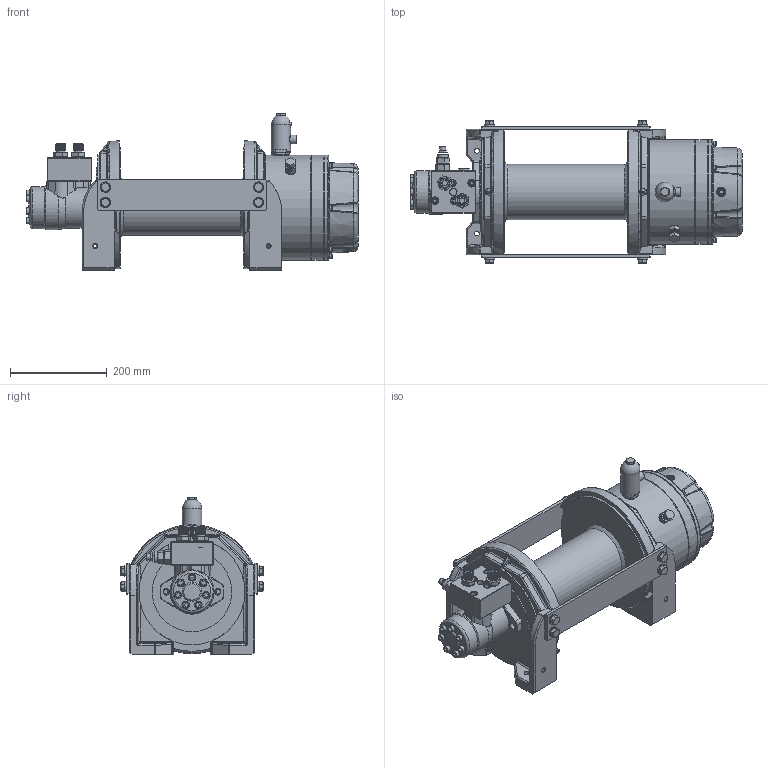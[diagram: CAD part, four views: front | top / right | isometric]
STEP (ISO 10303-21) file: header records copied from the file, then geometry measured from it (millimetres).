
FILE_DESCRIPTION(/* description */ (''),/* implementation_level */ '2;1');
FILE_NAME(/* name */ '642-983_ComeUp_HV-12-p.stp',/* time_stamp */ '2018-01-19T10:55:05+01:00',/* author */ ('lang1ph'),/* organization */ (''),/* preprocessor_version */ 'ST-DEVELOPER v17',/* originating_system */ 'Autodesk Inventor 2018',/* authorisation */ '');
FILE_SCHEMA (('AUTOMOTIVE_DESIGN { 1 0 10303 214 3 1 1 }'));
Products named in the file (1): 642-983_ComeUp_HV-12-p
Bounding box: 687.2 x 294 x 325.5 mm (x, y, z)
Surface area: 954340.6 mm2 (no closed solid volume)
Topology: 0 solids, 30 shells, 1573 faces, 4735 edges, 3165 vertices
Faces by surface type: plane 595, cylinder 459, cone 241, bspline 168, torus 73, sphere 37
Full cylindrical faces by diameter (mm): 5.3 x1, 6.65 x40, 7.8 x1, 8 x12, 8.5 x5, 8.566 x1, 10 x9, 10.106 x52, 10.2 x10, 11.35 x2, 12 x51, 12.8 x8, 13.6 x4, 15 x1, 15.291 x2, 15.4 x7, 18 x5, 18.4 x12, 20.8 x1, 21 x14, 21.8 x1, 23.8 x2, 26.6 x1, 27 x2, 30 x2, 40 x1, 87.1 x1, 91.1 x1, 114.3 x1, 124 x2
Entity records: 91603 total; most frequent: CARTESIAN_POINT 51823, ORIENTED_EDGE 8424, DIRECTION 7765, EDGE_CURVE 4695, VERTEX_POINT 3165, AXIS2_PLACEMENT_3D 2961, LINE 1843, VECTOR 1843
